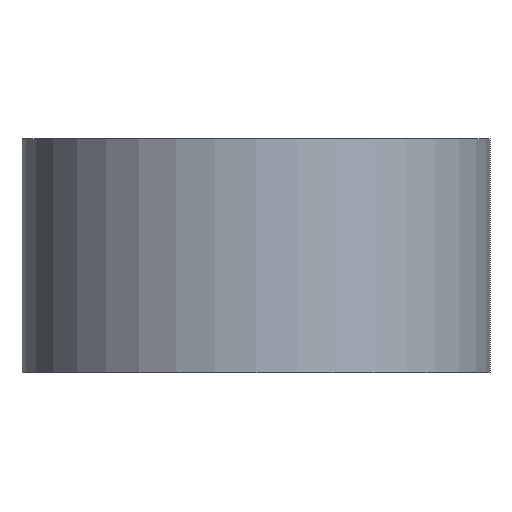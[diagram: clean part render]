
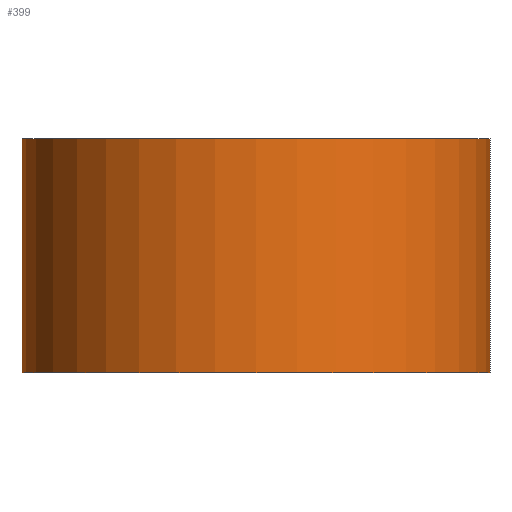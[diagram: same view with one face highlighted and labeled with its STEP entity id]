
A CAD part, front view. The second image highlights one B-rep face of the part: STEP entity #399.
In plain terms, the highlighted cylindrical face has radius 2.5 mm (diameter 5 mm), a partial arc.
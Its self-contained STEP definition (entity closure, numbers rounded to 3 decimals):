
#4 = VERTEX_POINT ( 'NONE', #6 ) ;
#5 = DIRECTION ( 'NONE',  ( 0., 0., -1. ) ) ;
#6 = CARTESIAN_POINT ( 'NONE',  ( 2.5, 0., 1.25 ) ) ;
#31 = VERTEX_POINT ( 'NONE', #121 ) ;
#38 = EDGE_CURVE ( 'NONE', #4, #176, #232, .T. ) ;
#40 = CARTESIAN_POINT ( 'NONE',  ( 2.5, 0., 1.25 ) ) ;
#41 = AXIS2_PLACEMENT_3D ( 'NONE', #388, #259, #185 ) ;
#68 = ORIENTED_EDGE ( 'NONE', *, *, #38, .F. ) ;
#80 = LINE ( 'NONE', #485, #201 ) ;
#82 = CARTESIAN_POINT ( 'NONE',  ( 2.5, 0., -1.25 ) ) ;
#98 = DIRECTION ( 'NONE',  ( 1., 0., 0. ) ) ;
#103 = VERTEX_POINT ( 'NONE', #207 ) ;
#121 = CARTESIAN_POINT ( 'NONE',  ( -2.5, 0., -1.25 ) ) ;
#150 = CIRCLE ( 'NONE', #356, 2.5 ) ;
#176 = VERTEX_POINT ( 'NONE', #82 ) ;
#185 = DIRECTION ( 'NONE',  ( 1., 0., 0. ) ) ;
#189 = FACE_OUTER_BOUND ( 'NONE', #420, .T. ) ;
#201 = VECTOR ( 'NONE', #5, 1000. ) ;
#207 = CARTESIAN_POINT ( 'NONE',  ( -2.5, 0., 1.25 ) ) ;
#219 = CIRCLE ( 'NONE', #41, 2.5 ) ;
#232 = LINE ( 'NONE', #40, #406 ) ;
#233 = DIRECTION ( 'NONE',  ( -1., 0., 0. ) ) ;
#259 = DIRECTION ( 'NONE',  ( 0., 0., 1. ) ) ;
#262 = EDGE_CURVE ( 'NONE', #103, #4, #150, .T. ) ;
#288 = ORIENTED_EDGE ( 'NONE', *, *, #296, .T. ) ;
#296 = EDGE_CURVE ( 'NONE', #31, #176, #219, .T. ) ;
#298 = CARTESIAN_POINT ( 'NONE',  ( 0., 0., 1.25 ) ) ;
#299 = ORIENTED_EDGE ( 'NONE', *, *, #488, .T. ) ;
#302 = DIRECTION ( 'NONE',  ( 0., 0., 1. ) ) ;
#320 = DIRECTION ( 'NONE',  ( 0., 0., -1. ) ) ;
#346 = ORIENTED_EDGE ( 'NONE', *, *, #262, .F. ) ;
#356 = AXIS2_PLACEMENT_3D ( 'NONE', #298, #302, #98 ) ;
#387 = AXIS2_PLACEMENT_3D ( 'NONE', #392, #320, #233 ) ;
#388 = CARTESIAN_POINT ( 'NONE',  ( 0., 0., -1.25 ) ) ;
#392 = CARTESIAN_POINT ( 'NONE',  ( 0., 0., 1.25 ) ) ;
#399 = ADVANCED_FACE ( 'NONE', ( #189 ), #403, .T. ) ;
#403 = CYLINDRICAL_SURFACE ( 'NONE', #387, 2.5 ) ;
#406 = VECTOR ( 'NONE', #439, 1000. ) ;
#420 = EDGE_LOOP ( 'NONE', ( #68, #346, #299, #288 ) ) ;
#439 = DIRECTION ( 'NONE',  ( 0., 0., -1. ) ) ;
#485 = CARTESIAN_POINT ( 'NONE',  ( -2.5, 0., 1.25 ) ) ;
#488 = EDGE_CURVE ( 'NONE', #103, #31, #80, .T. ) ;
